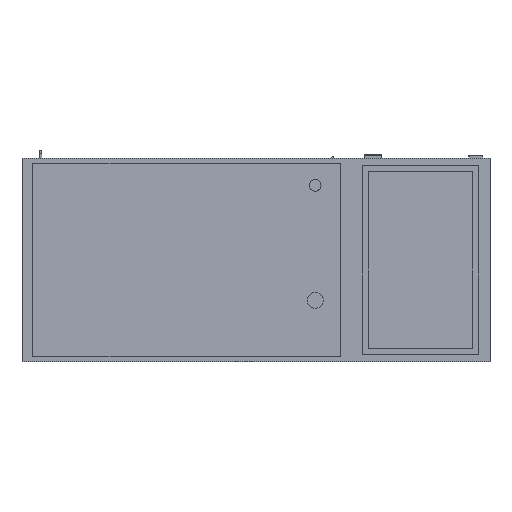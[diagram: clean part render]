
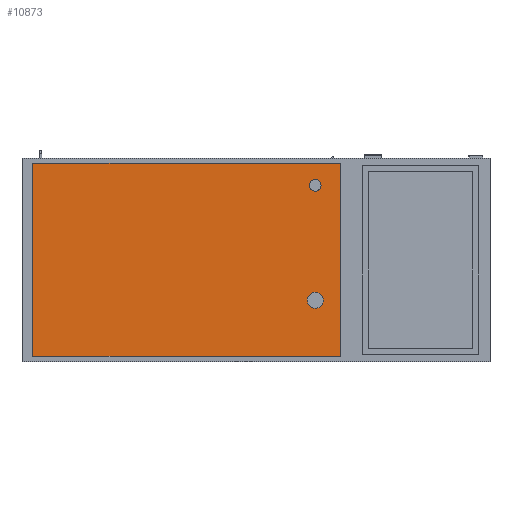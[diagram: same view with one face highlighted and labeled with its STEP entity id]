
A CAD part, front view. The second image highlights one B-rep face of the part: STEP entity #10873.
In plain terms, the highlighted planar face has unit normal (0, -1, 0).
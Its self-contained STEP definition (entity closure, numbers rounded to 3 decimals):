
#623=FACE_OUTER_BOUND('',#1304,.T.);
#1304=EDGE_LOOP('',(#7272,#7273,#7274,#7275));
#2026=LINE('',#15914,#3313);
#2028=LINE('',#15918,#3315);
#2029=LINE('',#15920,#3316);
#2030=LINE('',#15921,#3317);
#3313=VECTOR('',#12684,10.);
#3315=VECTOR('',#12688,10.);
#3316=VECTOR('',#12689,10.);
#3317=VECTOR('',#12690,10.);
#4583=VERTEX_POINT('',#15911);
#4584=VERTEX_POINT('',#15913);
#4585=VERTEX_POINT('',#15917);
#4586=VERTEX_POINT('',#15919);
#5648=EDGE_CURVE('',#4583,#4584,#2026,.T.);
#5650=EDGE_CURVE('',#4585,#4583,#2028,.T.);
#5651=EDGE_CURVE('',#4586,#4585,#2029,.T.);
#5652=EDGE_CURVE('',#4584,#4586,#2030,.T.);
#7272=ORIENTED_EDGE('',*,*,#5650,.F.);
#7273=ORIENTED_EDGE('',*,*,#5651,.F.);
#7274=ORIENTED_EDGE('',*,*,#5652,.F.);
#7275=ORIENTED_EDGE('',*,*,#5648,.F.);
#10336=PLANE('',#11644);
#10873=ADVANCED_FACE('',(#623),#10336,.T.);
#11644=AXIS2_PLACEMENT_3D('',#15916,#12686,#12687);
#12684=DIRECTION('',(0.,0.,1.));
#12686=DIRECTION('center_axis',(0.,-1.,0.));
#12687=DIRECTION('ref_axis',(0.,0.,-1.));
#12688=DIRECTION('',(-1.,0.,0.));
#12689=DIRECTION('',(0.,0.,-1.));
#12690=DIRECTION('',(1.,0.,0.));
#15911=CARTESIAN_POINT('',(-525.,-185.,-330.));
#15913=CARTESIAN_POINT('',(-525.,-185.,330.));
#15914=CARTESIAN_POINT('',(-525.,-185.,330.));
#15916=CARTESIAN_POINT('Origin',(0.,-185.,330.));
#15917=CARTESIAN_POINT('',(525.,-185.,-330.));
#15918=CARTESIAN_POINT('',(0.,-185.,-330.));
#15919=CARTESIAN_POINT('',(525.,-185.,330.));
#15920=CARTESIAN_POINT('',(525.,-185.,330.));
#15921=CARTESIAN_POINT('',(0.,-185.,330.));
